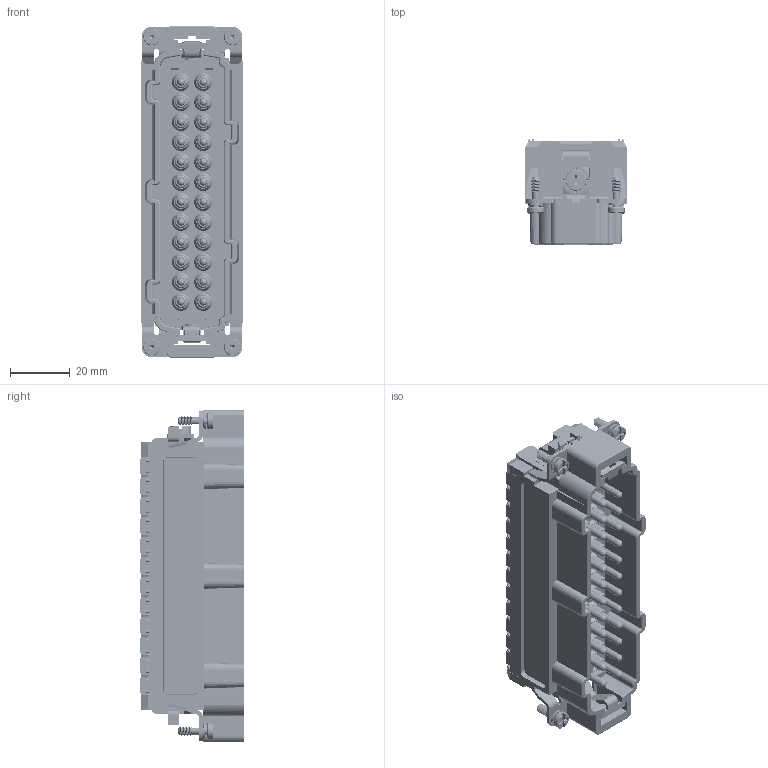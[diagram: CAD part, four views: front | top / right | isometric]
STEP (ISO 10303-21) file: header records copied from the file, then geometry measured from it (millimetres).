
FILE_DESCRIPTION(/* description */ (''),/* implementation_level */ '2;1');
FILE_NAME(/* name */ '1220240100003_01-HE-024-MQ P_成品_stp.stp',/* time_stamp */ '2023-04-18T09:40:20+08:00',/* author */ (''),/* organization */ (''),/* preprocessor_version */ 'ST-DEVELOPER v18.1',/* originating_system */ 'SIEMENS PLM Software NX 1980',/* authorisation */ '');
FILE_SCHEMA (('AP203_CONFIGURATION_CONTROLLED_3D_DESIGN_OF_MECHANICAL_PARTS_AND_ASSEMBLIES_MIM_LF { 1 0 10303 403 2 1 2}'));
Products named in the file (1): ylga2D00EBACb1q3
Bounding box: 34 x 35.1 x 111.3 mm (x, y, z)
Volume: 49128.1 mm3; surface area: 77475.6 mm2
Topology: 7 solids, 7 shells, 10081 faces, 28305 edges, 18029 vertices
Faces by surface type: plane 7019, cylinder 2112, torus 406, cone 297, bspline 163, sphere 84
Full cylindrical faces by diameter (mm): 1.45 x24, 1.5 x24, 2.4 x8, 2.5 x24, 2.65 x24, 2.8 x2, 3.2 x24, 3.4 x24, 3.6 x2, 5.6 x4, 6 x2, 7 x1
Entity records: 348541 total; most frequent: CARTESIAN_POINT 83965, ORIENTED_EDGE 55470, DIRECTION 51656, EDGE_CURVE 27735, LINE 21574, VECTOR 21574, VERTEX_POINT 17841, AXIS2_PLACEMENT_3D 15041
